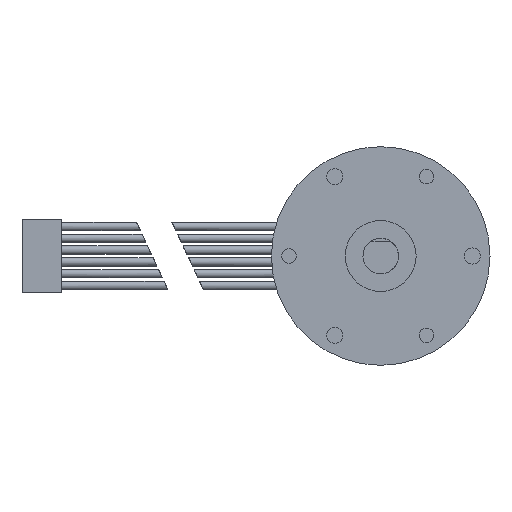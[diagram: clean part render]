
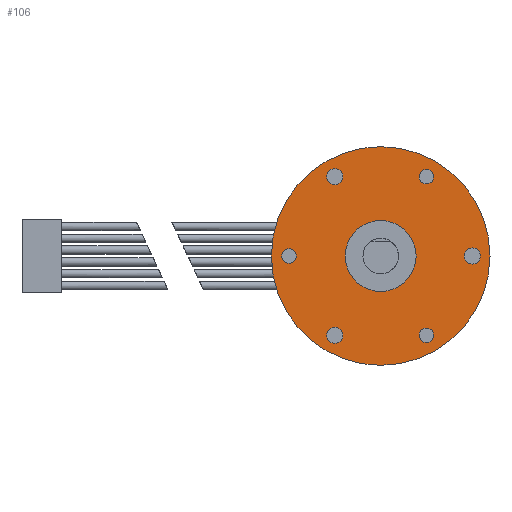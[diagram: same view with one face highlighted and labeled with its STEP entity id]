
A CAD part, front view. The second image highlights one B-rep face of the part: STEP entity #106.
In plain terms, the highlighted planar face has unit normal (0, -1, 0).
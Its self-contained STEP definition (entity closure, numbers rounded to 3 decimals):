
#106 = ADVANCED_FACE( '', ( #262, #263, #264, #265, #266, #267, #268, #269 ), #270, .F. );
#262 = FACE_BOUND( '', #503, .T. );
#263 = FACE_BOUND( '', #504, .T. );
#264 = FACE_BOUND( '', #505, .T. );
#265 = FACE_BOUND( '', #506, .T. );
#266 = FACE_BOUND( '', #507, .T. );
#267 = FACE_BOUND( '', #508, .T. );
#268 = FACE_OUTER_BOUND( '', #509, .T. );
#269 = FACE_BOUND( '', #510, .T. );
#270 = PLANE( '', #511 );
#503 = EDGE_LOOP( '', ( #756 ) );
#504 = EDGE_LOOP( '', ( #757 ) );
#505 = EDGE_LOOP( '', ( #758 ) );
#506 = EDGE_LOOP( '', ( #759 ) );
#507 = EDGE_LOOP( '', ( #760 ) );
#508 = EDGE_LOOP( '', ( #761 ) );
#509 = EDGE_LOOP( '', ( #762 ) );
#510 = EDGE_LOOP( '', ( #763 ) );
#511 = AXIS2_PLACEMENT_3D( '', #764, #765, #766 );
#756 = ORIENTED_EDGE( '', *, *, #1130, .T. );
#757 = ORIENTED_EDGE( '', *, *, #1131, .T. );
#758 = ORIENTED_EDGE( '', *, *, #1132, .T. );
#759 = ORIENTED_EDGE( '', *, *, #1133, .T. );
#760 = ORIENTED_EDGE( '', *, *, #1134, .T. );
#761 = ORIENTED_EDGE( '', *, *, #1135, .T. );
#762 = ORIENTED_EDGE( '', *, *, #1136, .F. );
#763 = ORIENTED_EDGE( '', *, *, #1137, .T. );
#764 = CARTESIAN_POINT( '', ( 0., 0., -18.5 ) );
#765 = DIRECTION( '', ( 0., 1., 0. ) );
#766 = DIRECTION( '', ( 0., 0., 1. ) );
#1130 = EDGE_CURVE( '', #1286, #1286, #1287, .T. );
#1131 = EDGE_CURVE( '', #1288, #1288, #1289, .T. );
#1132 = EDGE_CURVE( '', #1290, #1290, #1291, .T. );
#1133 = EDGE_CURVE( '', #1292, #1292, #1293, .T. );
#1134 = EDGE_CURVE( '', #1294, #1294, #1295, .T. );
#1135 = EDGE_CURVE( '', #1296, #1296, #1297, .T. );
#1136 = EDGE_CURVE( '', #1298, #1298, #1299, .T. );
#1137 = EDGE_CURVE( '', #1300, #1300, #1301, .T. );
#1286 = VERTEX_POINT( '', #1497 );
#1287 = CIRCLE( '', #1498, 1.37 );
#1288 = VERTEX_POINT( '', #1499 );
#1289 = CIRCLE( '', #1500, 1.23 );
#1290 = VERTEX_POINT( '', #1501 );
#1291 = CIRCLE( '', #1502, 1.37 );
#1292 = VERTEX_POINT( '', #1503 );
#1293 = CIRCLE( '', #1504, 1.23 );
#1294 = VERTEX_POINT( '', #1505 );
#1295 = CIRCLE( '', #1506, 1.37 );
#1296 = VERTEX_POINT( '', #1507 );
#1297 = CIRCLE( '', #1508, 1.23 );
#1298 = VERTEX_POINT( '', #1509 );
#1299 = CIRCLE( '', #1510, 18.5 );
#1300 = VERTEX_POINT( '', #1511 );
#1301 = CIRCLE( '', #1512, 6. );
#1497 = CARTESIAN_POINT( '', ( -8.435, 0., -12.237 ) );
#1498 = AXIS2_PLACEMENT_3D( '', #1730, #1731, #1732 );
#1499 = CARTESIAN_POINT( '', ( 6.685, 0., -14.038 ) );
#1500 = AXIS2_PLACEMENT_3D( '', #1733, #1734, #1735 );
#1501 = CARTESIAN_POINT( '', ( 14.815, 0., -1.186 ) );
#1502 = AXIS2_PLACEMENT_3D( '', #1736, #1737, #1738 );
#1503 = CARTESIAN_POINT( '', ( 8.815, 0., 12.809 ) );
#1504 = AXIS2_PLACEMENT_3D( '', #1739, #1740, #1741 );
#1505 = CARTESIAN_POINT( '', ( -6.38, 0., 13.423 ) );
#1506 = AXIS2_PLACEMENT_3D( '', #1742, #1743, #1744 );
#1507 = CARTESIAN_POINT( '', ( -15.5, 0., 1.23 ) );
#1508 = AXIS2_PLACEMENT_3D( '', #1745, #1746, #1747 );
#1509 = CARTESIAN_POINT( '', ( 0., 0., 18.5 ) );
#1510 = AXIS2_PLACEMENT_3D( '', #1748, #1749, #1750 );
#1511 = CARTESIAN_POINT( '', ( 0., 0., 6. ) );
#1512 = AXIS2_PLACEMENT_3D( '', #1751, #1752, #1753 );
#1730 = CARTESIAN_POINT( '', ( -7.75, 0., -13.423 ) );
#1731 = DIRECTION( '', ( 0., 1., 0. ) );
#1732 = DIRECTION( '', ( -0.5, 0., 0.866 ) );
#1733 = CARTESIAN_POINT( '', ( 7.75, 0., -13.423 ) );
#1734 = DIRECTION( '', ( 0., 1., 0. ) );
#1735 = DIRECTION( '', ( -0.866, 0., -0.5 ) );
#1736 = CARTESIAN_POINT( '', ( 15.5, 0., 0. ) );
#1737 = DIRECTION( '', ( 0., 1., 0. ) );
#1738 = DIRECTION( '', ( -0.5, 0., -0.866 ) );
#1739 = CARTESIAN_POINT( '', ( 7.75, 0., 13.423 ) );
#1740 = DIRECTION( '', ( 0., 1., 0. ) );
#1741 = DIRECTION( '', ( 0.866, 0., -0.5 ) );
#1742 = CARTESIAN_POINT( '', ( -7.75, 0., 13.423 ) );
#1743 = DIRECTION( '', ( 0., 1., 0. ) );
#1744 = DIRECTION( '', ( 1., 0., 0. ) );
#1745 = CARTESIAN_POINT( '', ( -15.5, 0., 0. ) );
#1746 = DIRECTION( '', ( 0., 1., 0. ) );
#1747 = DIRECTION( '', ( 0., 0., 1. ) );
#1748 = CARTESIAN_POINT( '', ( 0., 0., 0. ) );
#1749 = DIRECTION( '', ( 0., 1., 0. ) );
#1750 = DIRECTION( '', ( 0., 0., 1. ) );
#1751 = CARTESIAN_POINT( '', ( 0., 0., 0. ) );
#1752 = DIRECTION( '', ( 0., 1., 0. ) );
#1753 = DIRECTION( '', ( 0., 0., 1. ) );
